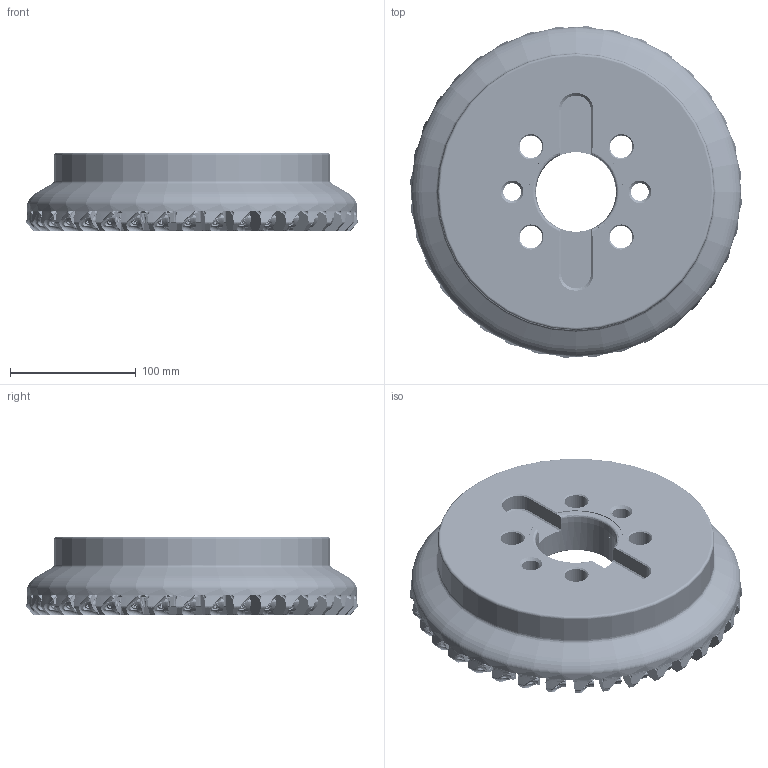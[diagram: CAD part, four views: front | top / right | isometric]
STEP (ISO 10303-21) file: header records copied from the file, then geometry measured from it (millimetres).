
FILE_DESCRIPTION(/* description */ (''),/* implementation_level */ '2;1');
FILE_NAME(/* name */ 'AHX640WR1036M.stp',/* time_stamp */ '2018-01-09T17:37:51+09:00',/* author */ (''),/* organization */ (''),/* preprocessor_version */ 'ST-DEVELOPER v16',/* originating_system */ 'SIEMENS PLM Software NX 10.0',/* authorisation */ '');
FILE_SCHEMA (('AUTOMOTIVE_DESIGN { 1 0 10303 214 3 1 1 1 }'));
Length unit declared in the file: millimetre
Products named in the file (1): AHX640WR1036M_ASM
Bounding box: 263.74 x 263.74 x 62.33 mm (x, y, z)
Volume: 1722911.3 mm3; surface area: 248075.1 mm2
Topology: 73 solids, 73 shells, 5655 faces, 15441 edges, 9753 vertices
Faces by surface type: cylinder 2152, plane 1395, cone 1048, torus 772, sphere 288
Entity records: 221137 total; most frequent: CARTESIAN_POINT 80815, ORIENTED_EDGE 30306, DIRECTION 28531, EDGE_CURVE 15153, AXIS2_PLACEMENT_3D 11833, VERTEX_POINT 9753, EDGE_LOOP 5850, ADVANCED_FACE 5655
